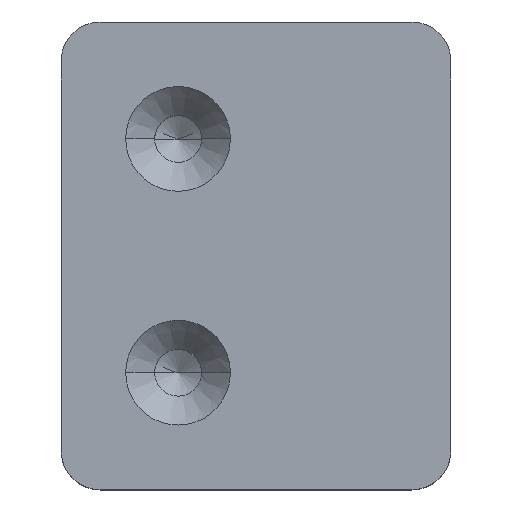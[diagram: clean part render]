
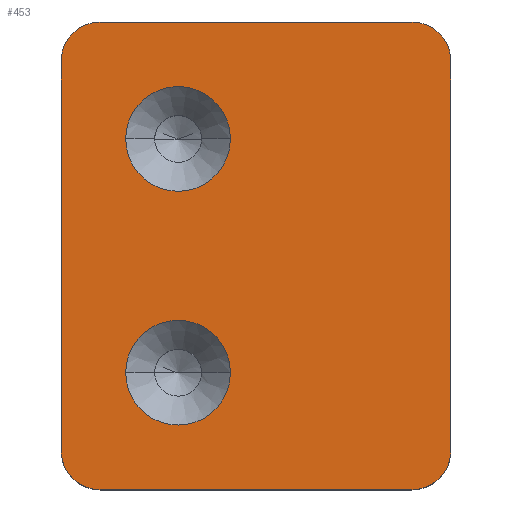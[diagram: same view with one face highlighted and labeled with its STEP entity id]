
A CAD part, top view. The second image highlights one B-rep face of the part: STEP entity #453.
In plain terms, the highlighted planar face has unit normal (0, 0, 1).
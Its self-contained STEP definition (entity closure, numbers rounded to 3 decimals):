
#46=CARTESIAN_POINT('',(-10.,15.,0.));
#47=DIRECTION('',(0.,0.,1.));
#48=DIRECTION('',(-1.,0.,0.));
#49=AXIS2_PLACEMENT_3D('',#46,#47,#48);
#51=CARTESIAN_POINT('',(-10.,15.,0.));
#52=DIRECTION('',(0.,0.,1.));
#53=DIRECTION('',(1.,0.,0.));
#54=AXIS2_PLACEMENT_3D('',#51,#52,#53);
#56=CARTESIAN_POINT('',(-10.,-15.,0.));
#57=DIRECTION('',(0.,0.,1.));
#58=DIRECTION('',(-1.,0.,0.));
#59=AXIS2_PLACEMENT_3D('',#56,#57,#58);
#61=CARTESIAN_POINT('',(-10.,-15.,0.));
#62=DIRECTION('',(0.,0.,1.));
#63=DIRECTION('',(1.,0.,0.));
#64=AXIS2_PLACEMENT_3D('',#61,#62,#63);
#66=CARTESIAN_POINT('',(20.,25.,0.));
#67=DIRECTION('',(0.,0.,1.));
#68=DIRECTION('',(1.,0.,0.));
#69=AXIS2_PLACEMENT_3D('',#66,#67,#68);
#71=DIRECTION('',(0.,1.,0.));
#72=VECTOR('',#71,50.);
#73=CARTESIAN_POINT('',(25.,-25.,0.));
#74=LINE('',#73,#72);
#75=CARTESIAN_POINT('',(20.,-25.,0.));
#76=DIRECTION('',(0.,0.,1.));
#77=DIRECTION('',(0.,-1.,0.));
#78=AXIS2_PLACEMENT_3D('',#75,#76,#77);
#80=DIRECTION('',(1.,0.,0.));
#81=VECTOR('',#80,40.);
#82=CARTESIAN_POINT('',(-20.,-30.,0.));
#83=LINE('',#82,#81);
#84=CARTESIAN_POINT('',(-20.,-25.,0.));
#85=DIRECTION('',(0.,0.,1.));
#86=DIRECTION('',(-1.,0.,0.));
#87=AXIS2_PLACEMENT_3D('',#84,#85,#86);
#89=DIRECTION('',(0.,-1.,0.));
#90=VECTOR('',#89,50.);
#91=CARTESIAN_POINT('',(-25.,25.,0.));
#92=LINE('',#91,#90);
#93=CARTESIAN_POINT('',(-20.,25.,0.));
#94=DIRECTION('',(0.,0.,1.));
#95=DIRECTION('',(0.,1.,0.));
#96=AXIS2_PLACEMENT_3D('',#93,#94,#95);
#98=DIRECTION('',(-1.,0.,0.));
#99=VECTOR('',#98,40.);
#100=CARTESIAN_POINT('',(20.,30.,0.));
#101=LINE('',#100,#99);
#344=CARTESIAN_POINT('',(-16.72,15.,0.));
#345=CARTESIAN_POINT('',(-3.28,15.,0.));
#346=VERTEX_POINT('',#344);
#347=VERTEX_POINT('',#345);
#358=CARTESIAN_POINT('',(-16.72,-15.,0.));
#359=CARTESIAN_POINT('',(-3.28,-15.,0.));
#360=VERTEX_POINT('',#358);
#361=VERTEX_POINT('',#359);
#362=CARTESIAN_POINT('',(25.,25.,0.));
#364=VERTEX_POINT('',#362);
#366=CARTESIAN_POINT('',(20.,30.,0.));
#367=VERTEX_POINT('',#366);
#382=CARTESIAN_POINT('',(-20.,30.,0.));
#383=VERTEX_POINT('',#382);
#384=CARTESIAN_POINT('',(-25.,25.,0.));
#385=VERTEX_POINT('',#384);
#394=CARTESIAN_POINT('',(20.,-30.,0.));
#396=VERTEX_POINT('',#394);
#398=CARTESIAN_POINT('',(25.,-25.,0.));
#399=VERTEX_POINT('',#398);
#402=CARTESIAN_POINT('',(-25.,-25.,0.));
#404=VERTEX_POINT('',#402);
#406=CARTESIAN_POINT('',(-20.,-30.,0.));
#407=VERTEX_POINT('',#406);
#418=CARTESIAN_POINT('',(0.,0.,0.));
#419=DIRECTION('',(0.,0.,1.));
#420=DIRECTION('',(1.,0.,0.));
#421=AXIS2_PLACEMENT_3D('',#418,#419,#420);
#422=PLANE('',#421);
#424=ORIENTED_EDGE('',*,*,#423,.F.);
#426=ORIENTED_EDGE('',*,*,#425,.F.);
#428=ORIENTED_EDGE('',*,*,#427,.F.);
#430=ORIENTED_EDGE('',*,*,#429,.F.);
#432=ORIENTED_EDGE('',*,*,#431,.F.);
#434=ORIENTED_EDGE('',*,*,#433,.F.);
#436=ORIENTED_EDGE('',*,*,#435,.F.);
#438=ORIENTED_EDGE('',*,*,#437,.F.);
#439=EDGE_LOOP('',(#424,#426,#428,#430,#432,#434,#436,#438));
#440=FACE_OUTER_BOUND('',#439,.F.);
#442=ORIENTED_EDGE('',*,*,#441,.T.);
#444=ORIENTED_EDGE('',*,*,#443,.T.);
#445=EDGE_LOOP('',(#442,#444));
#446=FACE_BOUND('',#445,.F.);
#448=ORIENTED_EDGE('',*,*,#447,.T.);
#450=ORIENTED_EDGE('',*,*,#449,.T.);
#451=EDGE_LOOP('',(#448,#450));
#452=FACE_BOUND('',#451,.F.);
#453=ADVANCED_FACE('',(#440,#446,#452),#422,.T.);
#50=CIRCLE('',#49,6.72);
#55=CIRCLE('',#54,6.72);
#60=CIRCLE('',#59,6.72);
#65=CIRCLE('',#64,6.72);
#70=CIRCLE('',#69,5.);
#79=CIRCLE('',#78,5.);
#88=CIRCLE('',#87,5.);
#97=CIRCLE('',#96,5.);
#423=EDGE_CURVE('',#364,#367,#70,.T.);
#425=EDGE_CURVE('',#399,#364,#74,.T.);
#427=EDGE_CURVE('',#396,#399,#79,.T.);
#429=EDGE_CURVE('',#407,#396,#83,.T.);
#431=EDGE_CURVE('',#404,#407,#88,.T.);
#433=EDGE_CURVE('',#385,#404,#92,.T.);
#435=EDGE_CURVE('',#383,#385,#97,.T.);
#437=EDGE_CURVE('',#367,#383,#101,.T.);
#441=EDGE_CURVE('',#360,#361,#60,.T.);
#443=EDGE_CURVE('',#361,#360,#65,.T.);
#447=EDGE_CURVE('',#346,#347,#50,.T.);
#449=EDGE_CURVE('',#347,#346,#55,.T.);
